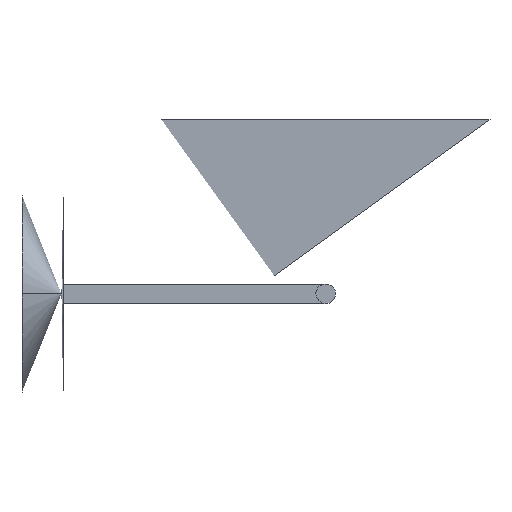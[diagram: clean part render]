
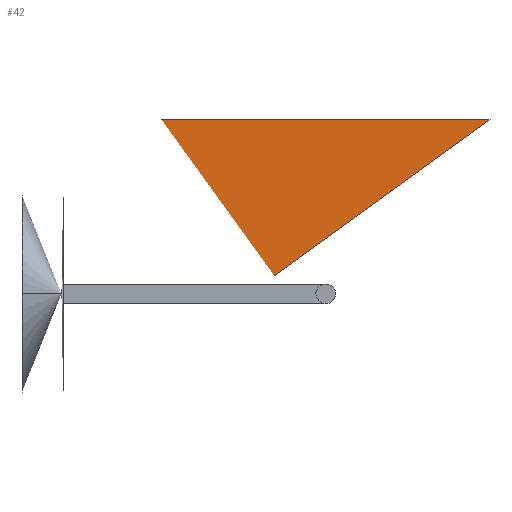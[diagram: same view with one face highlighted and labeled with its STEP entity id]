
A CAD part, left-side view. The second image highlights one B-rep face of the part: STEP entity #42.
In plain terms, the highlighted free-form (B-spline) face has degree [2, 2] with [5, 5] control points.
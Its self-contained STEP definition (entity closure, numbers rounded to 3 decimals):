
#13=FACE_BOUND('',#73,.T.);
#42=ADVANCED_FACE('',(#57,#13),#200,.T.);
#57=FACE_OUTER_BOUND('',#72,.T.);
#72=EDGE_LOOP('',(#116,#117));
#73=EDGE_LOOP('',(#118));
#116=ORIENTED_EDGE('',*,*,#146,.T.);
#117=ORIENTED_EDGE('',*,*,#144,.F.);
#118=ORIENTED_EDGE('',*,*,#145,.T.);
#144=EDGE_CURVE('',#194,#195,#177,.T.);
#145=EDGE_CURVE('',#196,#196,#153,.T.);
#146=EDGE_CURVE('',#194,#195,#178,.T.);
#153=B_SPLINE_CURVE_WITH_KNOTS('',3,(#595,#596,#597,#598,#599,#600,#601,
#602,#603,#604,#605,#606,#607,#608,#609,#610,#611,#612,#613,#614,#615,#616,
#617,#618,#619,#620,#621,#622,#623,#624,#625,#626,#627,#628,#629,#630,#631),
 .UNSPECIFIED.,.T.,.F.,(4,2,2,2,3,2,2,2,3,2,2,2,3,2,2,2,4),(0.,15.489,
30.979,46.468,61.957,77.447,92.936,
108.425,123.915,139.404,154.893,170.383,
185.872,201.361,216.851,232.34,247.829),
 .UNSPECIFIED.);
#177=(
BOUNDED_CURVE()
B_SPLINE_CURVE(2,(#590,#591,#592,#593,#594),.UNSPECIFIED.,.F.,.F.)
B_SPLINE_CURVE_WITH_KNOTS((3,2,3),(-196.35,0.,196.35),
 .UNSPECIFIED.)
CURVE()
GEOMETRIC_REPRESENTATION_ITEM()
RATIONAL_B_SPLINE_CURVE((1.,0.707,1.,0.707,1.))
REPRESENTATION_ITEM('')
);
#178=(
BOUNDED_CURVE()
B_SPLINE_CURVE(2,(#632,#633,#634,#635,#636),.UNSPECIFIED.,.F.,.F.)
B_SPLINE_CURVE_WITH_KNOTS((3,2,3),(-196.35,0.,196.35),
 .UNSPECIFIED.)
CURVE()
GEOMETRIC_REPRESENTATION_ITEM()
RATIONAL_B_SPLINE_CURVE((1.,0.707,1.,0.707,1.))
REPRESENTATION_ITEM('')
);
#194=VERTEX_POINT('',#587);
#195=VERTEX_POINT('',#588);
#196=VERTEX_POINT('',#589);
#200=(
BOUNDED_SURFACE()
B_SPLINE_SURFACE(2,2,((#537,#538,#539,#540,#541),(#542,#543,#544,#545,#546),
(#547,#548,#549,#550,#551),(#552,#553,#554,#555,#556),(#557,#558,#559,#560,
#561)),.UNSPECIFIED.,.F.,.F.,.F.)
B_SPLINE_SURFACE_WITH_KNOTS((3,2,3),(3,2,3),(0.,196.35,392.699),
(-196.35,0.,196.35),.UNSPECIFIED.)
GEOMETRIC_REPRESENTATION_ITEM()
RATIONAL_B_SPLINE_SURFACE(((1.,0.707,1.,0.707,1.),
(0.707,0.5,0.707,0.5,0.707),(1.,0.707,
1.,0.707,1.),(0.707,0.5,0.707,0.5,0.707),
(1.,0.707,1.,0.707,1.)))
REPRESENTATION_ITEM('')
SURFACE()
);
#537=CARTESIAN_POINT('',(0.,100.,5678.688));
#538=CARTESIAN_POINT('',(-100.,100.,5678.688));
#539=CARTESIAN_POINT('',(-100.,0.,5678.688));
#540=CARTESIAN_POINT('',(-100.,-100.,5678.688));
#541=CARTESIAN_POINT('',(0.,-100.,5678.688));
#542=CARTESIAN_POINT('',(0.,100.,5678.688));
#543=CARTESIAN_POINT('',(-100.,100.,5578.688));
#544=CARTESIAN_POINT('',(-100.,0.,5578.688));
#545=CARTESIAN_POINT('',(-100.,-100.,5578.688));
#546=CARTESIAN_POINT('',(0.,-100.,5678.688));
#547=CARTESIAN_POINT('',(0.,100.,5678.688));
#548=CARTESIAN_POINT('',(0.,100.,5578.688));
#549=CARTESIAN_POINT('',(0.,0.,5578.688));
#550=CARTESIAN_POINT('',(0.,-100.,5578.688));
#551=CARTESIAN_POINT('',(0.,-100.,5678.688));
#552=CARTESIAN_POINT('',(0.,100.,5678.688));
#553=CARTESIAN_POINT('',(100.,100.,5578.688));
#554=CARTESIAN_POINT('',(100.,0.,5578.688));
#555=CARTESIAN_POINT('',(100.,-100.,5578.688));
#556=CARTESIAN_POINT('',(0.,-100.,5678.688));
#557=CARTESIAN_POINT('',(0.,100.,5678.688));
#558=CARTESIAN_POINT('',(100.,100.,5678.688));
#559=CARTESIAN_POINT('',(100.,0.,5678.688));
#560=CARTESIAN_POINT('',(100.,-100.,5678.688));
#561=CARTESIAN_POINT('',(0.,-100.,5678.688));
#587=CARTESIAN_POINT('',(0.,100.,5678.688));
#588=CARTESIAN_POINT('',(0.,-100.,5678.688));
#589=CARTESIAN_POINT('',(0.,31.353,5583.73));
#590=CARTESIAN_POINT('',(0.,100.,5678.688));
#591=CARTESIAN_POINT('',(-100.,100.,5678.688));
#592=CARTESIAN_POINT('',(-100.,0.,5678.688));
#593=CARTESIAN_POINT('',(-100.,-100.,5678.688));
#594=CARTESIAN_POINT('',(0.,-100.,5678.688));
#595=CARTESIAN_POINT('',(0.,31.353,5583.73));
#596=CARTESIAN_POINT('',(-4.117,31.353,5583.73));
#597=CARTESIAN_POINT('',(-8.194,30.542,5583.73));
#598=CARTESIAN_POINT('',(-15.802,27.391,5583.73));
#599=CARTESIAN_POINT('',(-19.258,25.081,5583.73));
#600=CARTESIAN_POINT('',(-25.081,19.258,5583.73));
#601=CARTESIAN_POINT('',(-27.391,15.802,5583.73));
#602=CARTESIAN_POINT('',(-30.542,8.194,5583.73));
#603=CARTESIAN_POINT('',(-31.353,4.117,5583.73));
#604=CARTESIAN_POINT('',(-31.353,0.,5583.73));
#605=CARTESIAN_POINT('',(-31.353,-4.117,5583.73));
#606=CARTESIAN_POINT('',(-30.542,-8.194,5583.73));
#607=CARTESIAN_POINT('',(-27.391,-15.802,5583.73));
#608=CARTESIAN_POINT('',(-25.081,-19.258,5583.73));
#609=CARTESIAN_POINT('',(-19.258,-25.081,5583.73));
#610=CARTESIAN_POINT('',(-15.802,-27.391,5583.73));
#611=CARTESIAN_POINT('',(-8.194,-30.542,5583.73));
#612=CARTESIAN_POINT('',(-4.117,-31.353,5583.73));
#613=CARTESIAN_POINT('',(0.,-31.353,5583.73));
#614=CARTESIAN_POINT('',(4.117,-31.353,5583.73));
#615=CARTESIAN_POINT('',(8.194,-30.542,5583.73));
#616=CARTESIAN_POINT('',(15.802,-27.391,5583.73));
#617=CARTESIAN_POINT('',(19.258,-25.081,5583.73));
#618=CARTESIAN_POINT('',(25.081,-19.258,5583.73));
#619=CARTESIAN_POINT('',(27.391,-15.802,5583.73));
#620=CARTESIAN_POINT('',(30.542,-8.194,5583.73));
#621=CARTESIAN_POINT('',(31.353,-4.117,5583.73));
#622=CARTESIAN_POINT('',(31.353,0.,5583.73));
#623=CARTESIAN_POINT('',(31.353,4.117,5583.73));
#624=CARTESIAN_POINT('',(30.542,8.194,5583.73));
#625=CARTESIAN_POINT('',(27.391,15.802,5583.73));
#626=CARTESIAN_POINT('',(25.081,19.258,5583.73));
#627=CARTESIAN_POINT('',(19.258,25.081,5583.73));
#628=CARTESIAN_POINT('',(15.802,27.391,5583.73));
#629=CARTESIAN_POINT('',(8.194,30.542,5583.73));
#630=CARTESIAN_POINT('',(4.117,31.353,5583.73));
#631=CARTESIAN_POINT('',(0.,31.353,5583.73));
#632=CARTESIAN_POINT('',(0.,100.,5678.688));
#633=CARTESIAN_POINT('',(100.,100.,5678.688));
#634=CARTESIAN_POINT('',(100.,0.,5678.688));
#635=CARTESIAN_POINT('',(100.,-100.,5678.688));
#636=CARTESIAN_POINT('',(0.,-100.,5678.688));
